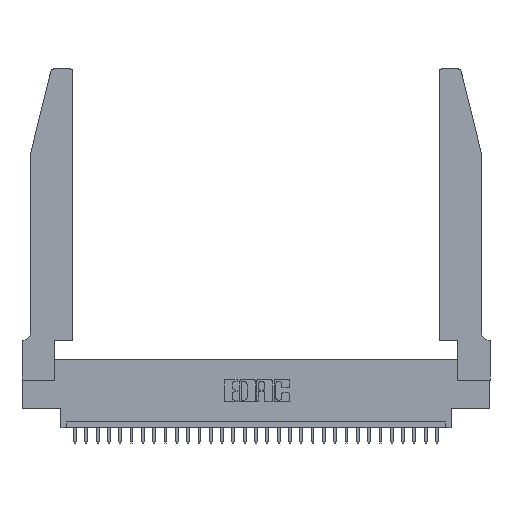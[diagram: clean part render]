
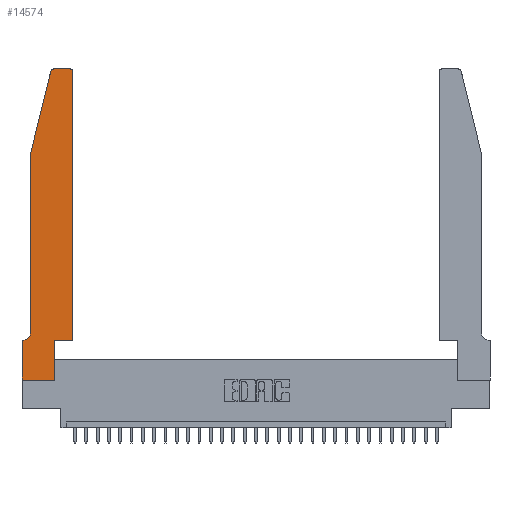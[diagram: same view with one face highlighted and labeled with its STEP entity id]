
A CAD part, top view. The second image highlights one B-rep face of the part: STEP entity #14574.
In plain terms, the highlighted planar face has unit normal (0, 0, 1).
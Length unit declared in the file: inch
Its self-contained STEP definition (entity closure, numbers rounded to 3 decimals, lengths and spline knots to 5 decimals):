
#18 = LINE ( 'NONE', #1568, #25797 ) ;
#88 = AXIS2_PLACEMENT_3D ( 'NONE', #970, #5719, #27181 ) ;
#132 = CARTESIAN_POINT ( 'NONE',  ( 0.4205, 2.72, 0.37 ) ) ;
#970 = CARTESIAN_POINT ( 'NONE',  ( 0.0055, 0.42, 0.37 ) ) ;
#1098 = EDGE_CURVE ( 'NONE', #9602, #12443, #2724, .T. ) ;
#1173 = EDGE_CURVE ( 'NONE', #12443, #12578, #21831, .T. ) ;
#1291 = CARTESIAN_POINT ( 'NONE',  ( 0., 0., 0.37 ) ) ;
#1400 = PLANE ( 'NONE',  #15920 ) ;
#1568 = CARTESIAN_POINT ( 'NONE',  ( 0., 0., 0.37 ) ) ;
#1684 = VERTEX_POINT ( 'NONE', #8295 ) ;
#1814 = DIRECTION ( 'NONE',  ( 1., 0., 0. ) ) ;
#2535 = DIRECTION ( 'NONE',  ( 1., 0., 0. ) ) ;
#2724 = LINE ( 'NONE', #21850, #17325 ) ;
#2860 = VECTOR ( 'NONE', #21966, 39.37008 ) ;
#2998 = DIRECTION ( 'NONE',  ( 1., 0., 0. ) ) ;
#3845 = DIRECTION ( 'NONE',  ( 1., 0., 0. ) ) ;
#4186 = ORIENTED_EDGE ( 'NONE', *, *, #1098, .T. ) ;
#5269 = EDGE_CURVE ( 'NONE', #1684, #27169, #26565, .T. ) ;
#5272 = CARTESIAN_POINT ( 'NONE',  ( 0.0755, 2., 0.37 ) ) ;
#5697 = VERTEX_POINT ( 'NONE', #15371 ) ;
#5719 = DIRECTION ( 'NONE',  ( 0., 0., -1. ) ) ;
#6022 = VECTOR ( 'NONE', #16265, 39.37008 ) ;
#7441 = ORIENTED_EDGE ( 'NONE', *, *, #8220, .T. ) ;
#7544 = VERTEX_POINT ( 'NONE', #30386 ) ;
#7554 = ORIENTED_EDGE ( 'NONE', *, *, #11113, .T. ) ;
#8220 = EDGE_CURVE ( 'NONE', #27169, #25221, #30148, .T. ) ;
#8295 = CARTESIAN_POINT ( 'NONE',  ( 0.4205, 2.75, 0.37 ) ) ;
#8914 = CARTESIAN_POINT ( 'NONE',  ( 0.284, 2.72, 0.37 ) ) ;
#8942 = CARTESIAN_POINT ( 'NONE',  ( 0.2865, 0., 0.37 ) ) ;
#9054 = VERTEX_POINT ( 'NONE', #24391 ) ;
#9270 = CARTESIAN_POINT ( 'NONE',  ( 0.0755, 0.35, 0.37 ) ) ;
#9602 = VERTEX_POINT ( 'NONE', #1291 ) ;
#9872 = LINE ( 'NONE', #15499, #24782 ) ;
#10066 = ORIENTED_EDGE ( 'NONE', *, *, #5269, .T. ) ;
#10341 = ORIENTED_EDGE ( 'NONE', *, *, #28918, .T. ) ;
#11113 = EDGE_CURVE ( 'NONE', #12578, #13141, #9872, .T. ) ;
#11377 = DIRECTION ( 'NONE',  ( 0., 1., 0. ) ) ;
#12047 = VECTOR ( 'NONE', #21109, 39.37008 ) ;
#12097 = ORIENTED_EDGE ( 'NONE', *, *, #15513, .T. ) ;
#12443 = VERTEX_POINT ( 'NONE', #8942 ) ;
#12578 = VERTEX_POINT ( 'NONE', #18447 ) ;
#12748 = VERTEX_POINT ( 'NONE', #29255 ) ;
#13141 = VERTEX_POINT ( 'NONE', #28071 ) ;
#13147 = CARTESIAN_POINT ( 'NONE',  ( 0.284, 2.75, 0.37 ) ) ;
#14375 = AXIS2_PLACEMENT_3D ( 'NONE', #132, #16880, #2535 ) ;
#14517 = LINE ( 'NONE', #5272, #2860 ) ;
#14531 = EDGE_CURVE ( 'NONE', #9054, #12748, #14517, .T. ) ;
#14574 = ADVANCED_FACE ( 'NONE', ( #21948 ), #1400, .T. ) ;
#15371 = CARTESIAN_POINT ( 'NONE',  ( 0.0055, 0.35, 0.37 ) ) ;
#15499 = CARTESIAN_POINT ( 'NONE',  ( 0.4505, 0.35, 0.37 ) ) ;
#15513 = EDGE_CURVE ( 'NONE', #12748, #5697, #24630, .T. ) ;
#15585 = CARTESIAN_POINT ( 'NONE',  ( 0., 0.35, 0.37 ) ) ;
#15666 = ORIENTED_EDGE ( 'NONE', *, *, #29102, .T. ) ;
#15683 = CARTESIAN_POINT ( 'NONE',  ( 0.2865, 0.35, 0.37 ) ) ;
#15920 = AXIS2_PLACEMENT_3D ( 'NONE', #15585, #23582, #1814 ) ;
#16265 = DIRECTION ( 'NONE',  ( 0., 1., 0. ) ) ;
#16828 = CARTESIAN_POINT ( 'NONE',  ( 0., 0.35, 0.37 ) ) ;
#16880 = DIRECTION ( 'NONE',  ( 0., 0., 1. ) ) ;
#17325 = VECTOR ( 'NONE', #2998, 39.37008 ) ;
#17968 = LINE ( 'NONE', #20758, #6022 ) ;
#18079 = ORIENTED_EDGE ( 'NONE', *, *, #14531, .T. ) ;
#18410 = DIRECTION ( 'NONE',  ( 1., 0., 0. ) ) ;
#18412 = VERTEX_POINT ( 'NONE', #16828 ) ;
#18447 = CARTESIAN_POINT ( 'NONE',  ( 0.2865, 0.35, 0.37 ) ) ;
#18473 = VECTOR ( 'NONE', #11377, 39.37008 ) ;
#18832 = ORIENTED_EDGE ( 'NONE', *, *, #20692, .T. ) ;
#20289 = ORIENTED_EDGE ( 'NONE', *, *, #1173, .T. ) ;
#20325 = VECTOR ( 'NONE', #24079, 39.37008 ) ;
#20682 = EDGE_CURVE ( 'NONE', #18412, #9602, #18, .T. ) ;
#20692 = EDGE_CURVE ( 'NONE', #13141, #7544, #17968, .T. ) ;
#20758 = CARTESIAN_POINT ( 'NONE',  ( 0.4505, 0.35, 0.37 ) ) ;
#21109 = DIRECTION ( 'NONE',  ( -1., 0., 0. ) ) ;
#21590 = EDGE_LOOP ( 'NONE', ( #10066, #7441, #15666, #18079, #12097, #10341, #24145, #4186, #20289, #7554, #18832, #30839 ) ) ;
#21831 = LINE ( 'NONE', #15683, #18473 ) ;
#21850 = CARTESIAN_POINT ( 'NONE',  ( 0., 0., 0.37 ) ) ;
#21948 = FACE_OUTER_BOUND ( 'NONE', #21590, .T. ) ;
#21966 = DIRECTION ( 'NONE',  ( 0., -1., 0. ) ) ;
#22545 = VECTOR ( 'NONE', #30957, 39.37008 ) ;
#23230 = DIRECTION ( 'NONE',  ( 0., -1., 0. ) ) ;
#23295 = CIRCLE ( 'NONE', #14375, 0.03 ) ;
#23582 = DIRECTION ( 'NONE',  ( 0., 0., 1. ) ) ;
#24079 = DIRECTION ( 'NONE',  ( -0.239, -0.971, 0. ) ) ;
#24145 = ORIENTED_EDGE ( 'NONE', *, *, #20682, .T. ) ;
#24391 = CARTESIAN_POINT ( 'NONE',  ( 0.0755, 2., 0.37 ) ) ;
#24630 = CIRCLE ( 'NONE', #88, 0.07 ) ;
#24782 = VECTOR ( 'NONE', #3845, 39.37008 ) ;
#24830 = CARTESIAN_POINT ( 'NONE',  ( 0.25487, 2.72718, 0.37 ) ) ;
#25221 = VERTEX_POINT ( 'NONE', #24830 ) ;
#25675 = CARTESIAN_POINT ( 'NONE',  ( 0.2605, 2.75, 0.37 ) ) ;
#25797 = VECTOR ( 'NONE', #23230, 39.37008 ) ;
#26565 = LINE ( 'NONE', #25675, #12047 ) ;
#26639 = CARTESIAN_POINT ( 'NONE',  ( 0.0755, 2., 0.37 ) ) ;
#27169 = VERTEX_POINT ( 'NONE', #13147 ) ;
#27181 = DIRECTION ( 'NONE',  ( -1., 0., 0. ) ) ;
#27345 = AXIS2_PLACEMENT_3D ( 'NONE', #8914, #30270, #18410 ) ;
#28071 = CARTESIAN_POINT ( 'NONE',  ( 0.4505, 0.35, 0.37 ) ) ;
#28918 = EDGE_CURVE ( 'NONE', #5697, #18412, #29234, .T. ) ;
#29102 = EDGE_CURVE ( 'NONE', #25221, #9054, #30383, .T. ) ;
#29121 = EDGE_CURVE ( 'NONE', #7544, #1684, #23295, .T. ) ;
#29234 = LINE ( 'NONE', #9270, #22545 ) ;
#29255 = CARTESIAN_POINT ( 'NONE',  ( 0.0755, 0.42, 0.37 ) ) ;
#30148 = CIRCLE ( 'NONE', #27345, 0.03 ) ;
#30270 = DIRECTION ( 'NONE',  ( 0., 0., 1. ) ) ;
#30383 = LINE ( 'NONE', #26639, #20325 ) ;
#30386 = CARTESIAN_POINT ( 'NONE',  ( 0.4505, 2.72, 0.37 ) ) ;
#30839 = ORIENTED_EDGE ( 'NONE', *, *, #29121, .T. ) ;
#30957 = DIRECTION ( 'NONE',  ( -1., 0., 0. ) ) ;
